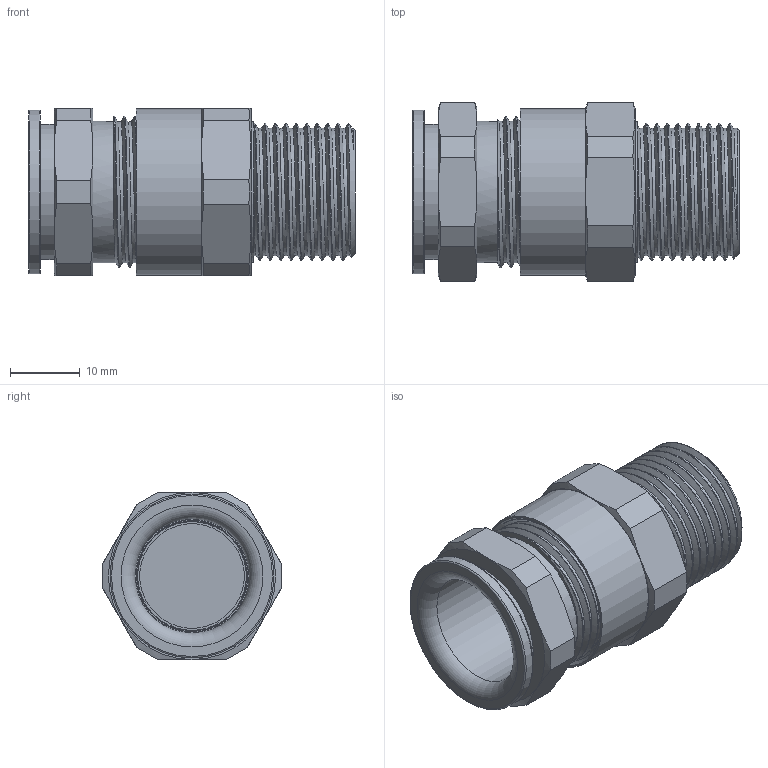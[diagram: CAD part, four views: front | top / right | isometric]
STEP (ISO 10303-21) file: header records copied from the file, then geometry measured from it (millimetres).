
FILE_DESCRIPTION(/* description */ ('ADE-1F2 M 20x1,5'),/* implementation_level */ '2;1');
FILE_NAME(/* name */ '00806609V1-RST.stp',/* time_stamp */ '2020-03-03T11:00:02+01:00',/* author */ ('sl'),/* organization */ (''),/* preprocessor_version */ 'ST-DEVELOPER v16.5',/* originating_system */ 'Autodesk Inventor 2017',/* authorisation */ '');
FILE_SCHEMA (('AUTOMOTIVE_DESIGN { 1 0 10303 214 3 1 1 }'));
Length unit declared in the file: millimetre
Products named in the file (5): ADE-1F2-05-BG-0001-00806609V1; 00806604V1; 00806604V1_1; 00806604V1_2; 00806604V1_3
Assembly tree (4 placements, depth 2):
  ADE-1F2-05-BG-0001-00806609V1
    00806604V1
    00806604V1_1
    00806604V1_2
    00806604V1_3
Bounding box: 46.95 x 25.78 x 24 mm (x, y, z)
Volume: 7830.3 mm3; surface area: 10990.7 mm2
Topology: 4 solids, 4 shells, 122 faces, 268 edges, 167 vertices
Faces by surface type: plane 47, cone 30, cylinder 30, torus 9, bspline 6
Full cylindrical faces by diameter (mm): 15.6 x1, 16.05 x1, 16.11 x1, 16.38 x1, 17.52 x1, 18 x1, 19.4 x1, 19.7 x1, 20.2 x1, 20.278 x4, 20.8 x2, 21.1 x1, 21.2 x6, 23.53 x1, 23.85 x1
Entity records: 6821 total; most frequent: CARTESIAN_POINT 4607, DIRECTION 418, ORIENTED_EDGE 404, EDGE_CURVE 202, AXIS2_PLACEMENT_3D 197, EDGE_LOOP 162, VERTEX_POINT 142, FACE_OUTER_BOUND 112
